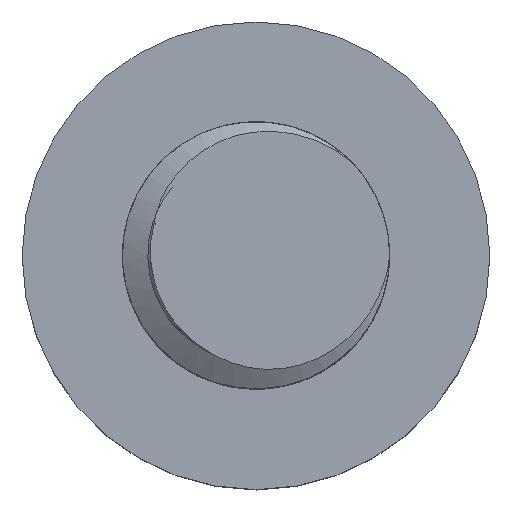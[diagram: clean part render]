
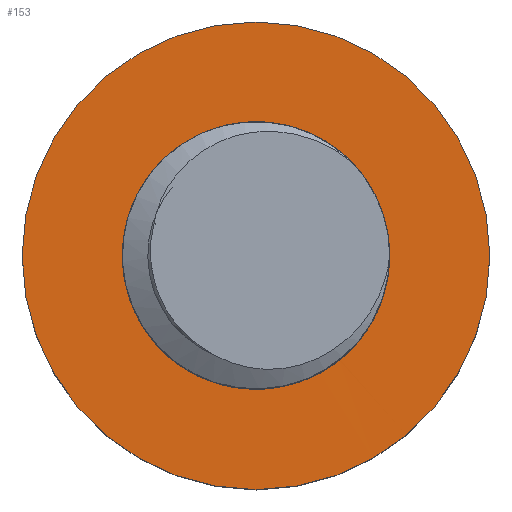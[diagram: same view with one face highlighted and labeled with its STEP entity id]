
A CAD part, top view. The second image highlights one B-rep face of the part: STEP entity #153.
In plain terms, the highlighted face is planar.
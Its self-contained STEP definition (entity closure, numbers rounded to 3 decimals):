
#31=B_SPLINE_CURVE_WITH_KNOTS('',3,(#236,#237,#238,#239),.UNSPECIFIED.,
 .F.,.F.,(4,4),(0.,1.),.UNSPECIFIED.);
#40=PLANE('',#183);
#50=ORIENTED_EDGE('',*,*,#84,.T.);
#51=ORIENTED_EDGE('',*,*,#85,.F.);
#52=ORIENTED_EDGE('',*,*,#83,.T.);
#83=EDGE_CURVE('',#101,#101,#114,.T.);
#84=EDGE_CURVE('',#102,#103,#31,.T.);
#85=EDGE_CURVE('',#102,#103,#115,.T.);
#101=VERTEX_POINT('',#234);
#102=VERTEX_POINT('',#240);
#103=VERTEX_POINT('',#241);
#114=CIRCLE('',#182,3.5);
#115=CIRCLE('',#184,2.);
#123=EDGE_LOOP('',(#50,#51));
#124=EDGE_LOOP('',(#52));
#138=FACE_BOUND('',#123,.T.);
#139=FACE_BOUND('',#124,.T.);
#153=ADVANCED_FACE('',(#138,#139),#40,.T.);
#182=AXIS2_PLACEMENT_3D('',#233,#205,#206);
#183=AXIS2_PLACEMENT_3D('',#235,#207,#208);
#184=AXIS2_PLACEMENT_3D('',#242,#209,#210);
#205=DIRECTION('',(0.,-1.,0.));
#206=DIRECTION('',(0.,0.,-1.));
#207=DIRECTION('',(0.,-1.,0.));
#208=DIRECTION('',(0.,0.,-1.));
#209=DIRECTION('',(0.,-1.,0.));
#210=DIRECTION('',(0.,0.,-1.));
#233=CARTESIAN_POINT('',(0.,5.,0.));
#234=CARTESIAN_POINT('',(0.,5.,-3.5));
#235=CARTESIAN_POINT('',(0.,5.,2.));
#236=CARTESIAN_POINT('',(1.261,5.,-1.553));
#237=CARTESIAN_POINT('',(1.256,5.,-1.556));
#238=CARTESIAN_POINT('',(1.252,5.,-1.56));
#239=CARTESIAN_POINT('',(1.247,5.,-1.564));
#240=CARTESIAN_POINT('',(1.261,5.,-1.553));
#241=CARTESIAN_POINT('',(1.247,5.,-1.564));
#242=CARTESIAN_POINT('',(0.,5.,0.));
